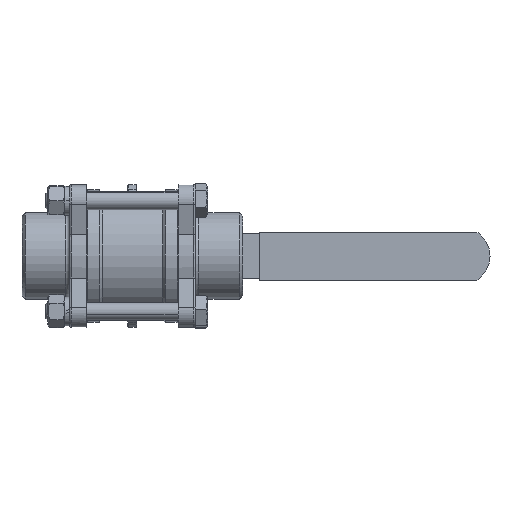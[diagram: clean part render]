
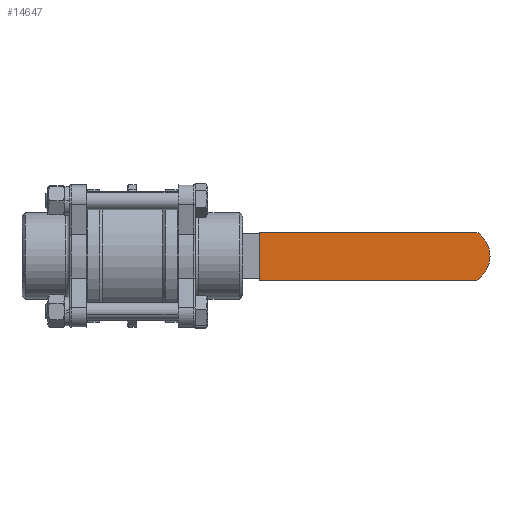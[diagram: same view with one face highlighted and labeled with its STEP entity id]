
A CAD part, front view. The second image highlights one B-rep face of the part: STEP entity #14647.
In plain terms, the highlighted face is planar.
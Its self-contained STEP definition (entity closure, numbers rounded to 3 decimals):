
#2024=LINE('',#45170,#3081);
#2025=LINE('',#45173,#3082);
#2026=LINE('',#45175,#3083);
#3081=VECTOR('',#19218,1000.);
#3082=VECTOR('',#19219,1000.);
#3083=VECTOR('',#19220,1000.);
#6942=ORIENTED_EDGE('',*,*,#9481,.F.);
#6943=ORIENTED_EDGE('',*,*,#9482,.F.);
#6944=ORIENTED_EDGE('',*,*,#9483,.F.);
#6945=ORIENTED_EDGE('',*,*,#9484,.F.);
#9481=EDGE_CURVE('',#10992,#10993,#2024,.T.);
#9482=EDGE_CURVE('',#10994,#10992,#2025,.T.);
#9483=EDGE_CURVE('',#10995,#10994,#2026,.T.);
#9484=EDGE_CURVE('',#10993,#10995,#11555,.T.);
#10992=VERTEX_POINT('',#45171);
#10993=VERTEX_POINT('',#45172);
#10994=VERTEX_POINT('',#45174);
#10995=VERTEX_POINT('',#45176);
#11555=CIRCLE('',#15956,16.);
#12470=EDGE_LOOP('',(#6942,#6943,#6944,#6945));
#13387=FACE_BOUND('',#12470,.T.);
#13898=PLANE('',#15955);
#14647=ADVANCED_FACE('',(#13387),#13898,.T.);
#15955=AXIS2_PLACEMENT_3D('',#45169,#19216,#19217);
#15956=AXIS2_PLACEMENT_3D('',#45177,#19221,#19222);
#19216=DIRECTION('',(0.,0.,-1.));
#19217=DIRECTION('',(-1.,0.,0.));
#19218=DIRECTION('',(1.,0.,0.));
#19219=DIRECTION('',(0.,-1.,0.));
#19220=DIRECTION('',(-1.,0.,0.));
#19221=DIRECTION('',(0.,0.,1.));
#19222=DIRECTION('',(-1.,0.,0.));
#45169=CARTESIAN_POINT('',(113.412,13.5,0.));
#45170=CARTESIAN_POINT('',(122.,0.,0.));
#45171=CARTESIAN_POINT('',(0.,0.,0.));
#45172=CARTESIAN_POINT('',(122.,0.,0.));
#45173=CARTESIAN_POINT('',(0.,0.,0.));
#45174=CARTESIAN_POINT('',(0.,27.,0.));
#45175=CARTESIAN_POINT('',(0.,27.,0.));
#45176=CARTESIAN_POINT('',(122.,27.,0.));
#45177=CARTESIAN_POINT('',(113.412,13.5,0.));
